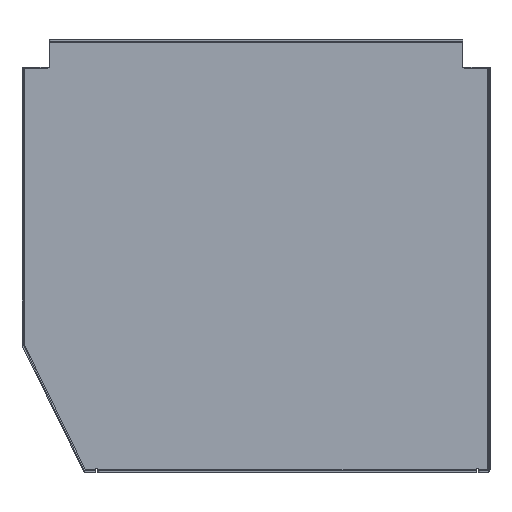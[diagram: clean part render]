
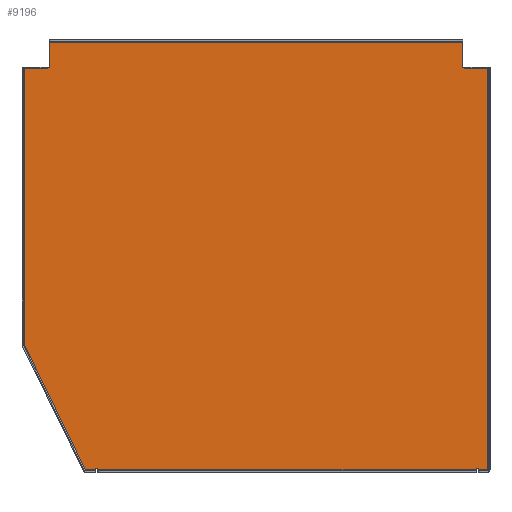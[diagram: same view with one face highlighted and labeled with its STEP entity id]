
A CAD part, top view. The second image highlights one B-rep face of the part: STEP entity #9196.
In plain terms, the highlighted planar face has unit normal (0, 0, 1).
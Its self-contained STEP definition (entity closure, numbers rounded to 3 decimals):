
#128=PLANE('',#9766);
#551=FACE_OUTER_BOUND('',#1070,.T.);
#1070=EDGE_LOOP('',(#6455,#6456,#6457,#6458,#6459,#6460,#6461,#6462,#6463,
#6464,#6465,#6466,#6467,#6468,#6469,#6470,#6471,#6472,#6473));
#1619=LINE('',#12929,#2768);
#1623=LINE('',#12956,#2772);
#1654=LINE('',#13063,#2803);
#1664=LINE('',#13089,#2813);
#1666=LINE('',#13096,#2815);
#1667=LINE('',#13097,#2816);
#1668=LINE('',#13099,#2817);
#1669=LINE('',#13103,#2818);
#1670=LINE('',#13105,#2819);
#1671=LINE('',#13107,#2820);
#1672=LINE('',#13110,#2821);
#1673=LINE('',#13112,#2822);
#1674=LINE('',#13114,#2823);
#1675=LINE('',#13115,#2824);
#1676=LINE('',#13118,#2825);
#2768=VECTOR('',#10408,10.);
#2772=VECTOR('',#10432,10.);
#2803=VECTOR('',#10529,10.);
#2813=VECTOR('',#10547,10.);
#2815=VECTOR('',#10555,1.783);
#2816=VECTOR('',#10556,10.);
#2817=VECTOR('',#10557,10.);
#2818=VECTOR('',#10560,10.);
#2819=VECTOR('',#10561,10.);
#2820=VECTOR('',#10562,10.);
#2821=VECTOR('',#10565,10.);
#2822=VECTOR('',#10566,10.);
#2823=VECTOR('',#10567,10.);
#2824=VECTOR('',#10568,10.);
#2825=VECTOR('',#10571,10.);
#3945=CIRCLE('',#9765,1.25);
#3946=CIRCLE('',#9767,1.);
#3947=CIRCLE('',#9768,1.);
#3948=CIRCLE('',#9769,1.25);
#4093=VERTEX_POINT('',#12922);
#4096=VERTEX_POINT('',#12927);
#4102=VERTEX_POINT('',#12944);
#4104=VERTEX_POINT('',#12950);
#4141=VERTEX_POINT('',#13056);
#4144=VERTEX_POINT('',#13061);
#4153=VERTEX_POINT('',#13082);
#4156=VERTEX_POINT('',#13087);
#4157=VERTEX_POINT('',#13091);
#4158=VERTEX_POINT('',#13095);
#4159=VERTEX_POINT('',#13098);
#4160=VERTEX_POINT('',#13100);
#4161=VERTEX_POINT('',#13102);
#4162=VERTEX_POINT('',#13104);
#4163=VERTEX_POINT('',#13106);
#4164=VERTEX_POINT('',#13108);
#4165=VERTEX_POINT('',#13111);
#4166=VERTEX_POINT('',#13113);
#4167=VERTEX_POINT('',#13116);
#4990=EDGE_CURVE('',#4096,#4093,#1619,.T.);
#5001=EDGE_CURVE('',#4104,#4102,#1623,.T.);
#5053=EDGE_CURVE('',#4141,#4144,#1654,.T.);
#5065=EDGE_CURVE('',#4153,#4156,#1664,.T.);
#5066=EDGE_CURVE('',#4093,#4157,#3945,.T.);
#5068=EDGE_CURVE('',#4158,#4096,#1666,.T.);
#5069=EDGE_CURVE('',#4158,#4153,#1667,.T.);
#5070=EDGE_CURVE('',#4156,#4159,#1668,.T.);
#5071=EDGE_CURVE('',#4160,#4159,#3946,.T.);
#5072=EDGE_CURVE('',#4160,#4161,#1669,.T.);
#5073=EDGE_CURVE('',#4162,#4161,#1670,.T.);
#5074=EDGE_CURVE('',#4163,#4162,#1671,.T.);
#5075=EDGE_CURVE('',#4164,#4163,#3947,.T.);
#5076=EDGE_CURVE('',#4164,#4141,#1672,.T.);
#5077=EDGE_CURVE('',#4144,#4165,#1673,.T.);
#5078=EDGE_CURVE('',#4166,#4165,#1674,.T.);
#5079=EDGE_CURVE('',#4166,#4102,#1675,.T.);
#5080=EDGE_CURVE('',#4104,#4167,#3948,.T.);
#5081=EDGE_CURVE('',#4157,#4167,#1676,.T.);
#6455=ORIENTED_EDGE('',*,*,#4990,.F.);
#6456=ORIENTED_EDGE('',*,*,#5068,.F.);
#6457=ORIENTED_EDGE('',*,*,#5069,.T.);
#6458=ORIENTED_EDGE('',*,*,#5065,.T.);
#6459=ORIENTED_EDGE('',*,*,#5070,.T.);
#6460=ORIENTED_EDGE('',*,*,#5071,.F.);
#6461=ORIENTED_EDGE('',*,*,#5072,.T.);
#6462=ORIENTED_EDGE('',*,*,#5073,.F.);
#6463=ORIENTED_EDGE('',*,*,#5074,.F.);
#6464=ORIENTED_EDGE('',*,*,#5075,.F.);
#6465=ORIENTED_EDGE('',*,*,#5076,.T.);
#6466=ORIENTED_EDGE('',*,*,#5053,.T.);
#6467=ORIENTED_EDGE('',*,*,#5077,.T.);
#6468=ORIENTED_EDGE('',*,*,#5078,.F.);
#6469=ORIENTED_EDGE('',*,*,#5079,.T.);
#6470=ORIENTED_EDGE('',*,*,#5001,.F.);
#6471=ORIENTED_EDGE('',*,*,#5080,.T.);
#6472=ORIENTED_EDGE('',*,*,#5081,.F.);
#6473=ORIENTED_EDGE('',*,*,#5066,.F.);
#9196=ADVANCED_FACE('',(#551),#128,.F.);
#9765=AXIS2_PLACEMENT_3D('',#13092,#10550,#10551);
#9766=AXIS2_PLACEMENT_3D('',#13094,#10553,#10554);
#9767=AXIS2_PLACEMENT_3D('',#13101,#10558,#10559);
#9768=AXIS2_PLACEMENT_3D('',#13109,#10563,#10564);
#9769=AXIS2_PLACEMENT_3D('',#13117,#10569,#10570);
#10408=DIRECTION('',(-1.,0.,0.));
#10432=DIRECTION('',(-1.,0.,0.));
#10529=DIRECTION('',(0.,-1.,0.));
#10547=DIRECTION('',(0.,1.,0.));
#10550=DIRECTION('center_axis',(0.,0.,1.));
#10551=DIRECTION('ref_axis',(-1.,0.,0.));
#10553=DIRECTION('center_axis',(0.,0.,-1.));
#10554=DIRECTION('ref_axis',(-1.,0.,0.));
#10555=DIRECTION('',(0.,-1.,0.));
#10556=DIRECTION('',(-1.,0.,0.));
#10557=DIRECTION('',(-1.,0.,0.));
#10558=DIRECTION('center_axis',(0.,0.,1.));
#10559=DIRECTION('ref_axis',(-0.707,-0.707,0.));
#10560=DIRECTION('',(0.,1.,0.));
#10561=DIRECTION('',(1.,0.,0.));
#10562=DIRECTION('',(0.,1.,0.));
#10563=DIRECTION('center_axis',(0.,0.,1.));
#10564=DIRECTION('ref_axis',(0.707,-0.707,0.));
#10565=DIRECTION('',(-1.,0.,0.));
#10566=DIRECTION('',(-1.,0.,0.));
#10567=DIRECTION('',(0.,1.,0.));
#10568=DIRECTION('',(0.438,-0.899,0.));
#10569=DIRECTION('center_axis',(0.,0.,-1.));
#10570=DIRECTION('ref_axis',(0.707,0.707,0.));
#10571=DIRECTION('',(-1.,0.,0.));
#12922=CARTESIAN_POINT('',(538.55,15.25,101.1));
#12927=CARTESIAN_POINT('',(548.75,15.25,101.1));
#12929=CARTESIAN_POINT('',(292.776,15.25,101.1));
#12944=CARTESIAN_POINT('',(106.315,15.244,101.1));
#12950=CARTESIAN_POINT('',(117.45,15.244,101.1));
#12956=CARTESIAN_POINT('',(75.695,15.244,101.1));
#13056=CARTESIAN_POINT('',(64.25,457.75,101.1));
#13061=CARTESIAN_POINT('',(64.25,456.5,101.1));
#13063=CARTESIAN_POINT('',(64.25,304.103,101.1));
#13082=CARTESIAN_POINT('',(523.75,456.5,101.1));
#13087=CARTESIAN_POINT('',(523.75,457.75,101.1));
#13089=CARTESIAN_POINT('',(523.75,304.103,101.1));
#13091=CARTESIAN_POINT('',(536.05,15.25,101.1));
#13092=CARTESIAN_POINT('Origin',(537.3,15.25,101.1));
#13094=CARTESIAN_POINT('Origin',(40.502,150.457,101.1));
#13095=CARTESIAN_POINT('',(548.75,456.5,101.1));
#13096=CARTESIAN_POINT('',(548.75,234.,101.1));
#13097=CARTESIAN_POINT('',(289.076,456.5,101.1));
#13098=CARTESIAN_POINT('',(522.25,457.75,101.1));
#13099=CARTESIAN_POINT('',(521.25,457.75,101.1));
#13100=CARTESIAN_POINT('',(521.25,458.75,101.1));
#13101=CARTESIAN_POINT('Origin',(522.25,458.75,101.1));
#13102=CARTESIAN_POINT('',(521.25,485.25,101.1));
#13103=CARTESIAN_POINT('',(521.25,454.,101.1));
#13104=CARTESIAN_POINT('',(66.75,485.25,101.1));
#13105=CARTESIAN_POINT('',(116.063,485.25,101.1));
#13106=CARTESIAN_POINT('',(66.75,458.75,101.1));
#13107=CARTESIAN_POINT('',(66.75,454.,101.1));
#13108=CARTESIAN_POINT('',(65.75,457.75,101.1));
#13109=CARTESIAN_POINT('Origin',(65.75,458.75,101.1));
#13110=CARTESIAN_POINT('',(41.5,457.75,101.1));
#13111=CARTESIAN_POINT('',(39.25,456.5,101.1));
#13112=CARTESIAN_POINT('',(289.076,456.5,101.1));
#13113=CARTESIAN_POINT('',(39.25,152.748,101.1));
#13114=CARTESIAN_POINT('',(39.25,345.25,101.1));
#13115=CARTESIAN_POINT('',(35.116,161.225,101.1));
#13116=CARTESIAN_POINT('',(119.95,15.25,101.1));
#13117=CARTESIAN_POINT('Origin',(118.7,15.25,101.1));
#13118=CARTESIAN_POINT('',(102.313,15.25,101.1));
